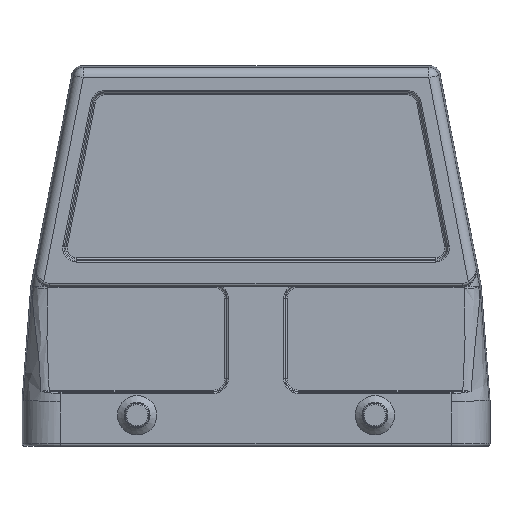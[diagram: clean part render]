
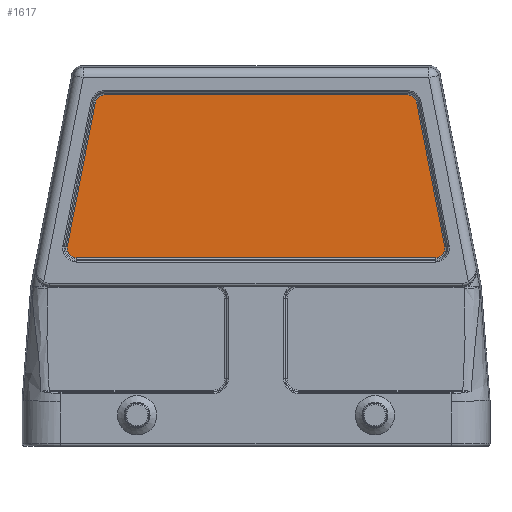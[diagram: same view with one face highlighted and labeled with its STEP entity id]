
A CAD part, front view. The second image highlights one B-rep face of the part: STEP entity #1617.
In plain terms, the highlighted planar face has unit normal (0, -1, 0).
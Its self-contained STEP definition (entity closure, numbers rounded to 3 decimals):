
#1120=FACE_OUTER_BOUND('',#2451,.T.);
#1617=ADVANCED_FACE('',(#1120),#2160,.F.);
#2160=PLANE('',#12063);
#2451=EDGE_LOOP('',(#3529,#3530,#3531,#3532,#3533,#3534,#3535,#3536));
#3056=CIRCLE('',#12059,1.835);
#3057=CIRCLE('',#12060,1.835);
#3058=CIRCLE('',#12061,1.835);
#3059=CIRCLE('',#12062,1.835);
#3529=ORIENTED_EDGE('',*,*,#6834,.T.);
#3530=ORIENTED_EDGE('',*,*,#6835,.T.);
#3531=ORIENTED_EDGE('',*,*,#6836,.T.);
#3532=ORIENTED_EDGE('',*,*,#6837,.T.);
#3533=ORIENTED_EDGE('',*,*,#6838,.T.);
#3534=ORIENTED_EDGE('',*,*,#6839,.T.);
#3535=ORIENTED_EDGE('',*,*,#6840,.T.);
#3536=ORIENTED_EDGE('',*,*,#6841,.T.);
#6053=VERTEX_POINT('',#17374);
#6054=VERTEX_POINT('',#17375);
#6055=VERTEX_POINT('',#17377);
#6056=VERTEX_POINT('',#17379);
#6057=VERTEX_POINT('',#17381);
#6058=VERTEX_POINT('',#17383);
#6059=VERTEX_POINT('',#17385);
#6060=VERTEX_POINT('',#17387);
#6834=EDGE_CURVE('',#6053,#6054,#9878,.T.);
#6835=EDGE_CURVE('',#6054,#6055,#3056,.T.);
#6836=EDGE_CURVE('',#6055,#6056,#9879,.T.);
#6837=EDGE_CURVE('',#6056,#6057,#3057,.T.);
#6838=EDGE_CURVE('',#6057,#6058,#9880,.T.);
#6839=EDGE_CURVE('',#6058,#6059,#3058,.T.);
#6840=EDGE_CURVE('',#6059,#6060,#9881,.T.);
#6841=EDGE_CURVE('',#6060,#6053,#3059,.T.);
#9878=LINE('',#17373,#10508);
#9879=LINE('',#17378,#10509);
#9880=LINE('',#17382,#10510);
#9881=LINE('',#17386,#10511);
#10508=VECTOR('',#13165,1.);
#10509=VECTOR('',#13168,1.);
#10510=VECTOR('',#13171,1.);
#10511=VECTOR('',#13174,1.);
#12059=AXIS2_PLACEMENT_3D('',#17376,#13166,#13167);
#12060=AXIS2_PLACEMENT_3D('',#17380,#13169,#13170);
#12061=AXIS2_PLACEMENT_3D('',#17384,#13172,#13173);
#12062=AXIS2_PLACEMENT_3D('',#17388,#13175,#13176);
#12063=AXIS2_PLACEMENT_3D('',#17389,#13177,#13178);
#13165=DIRECTION('',(-0.191,0.,0.982));
#13166=DIRECTION('',(0.,-1.,0.));
#13167=DIRECTION('',(0.,0.,1.));
#13168=DIRECTION('',(-1.,0.,0.));
#13169=DIRECTION('',(0.,-1.,0.));
#13170=DIRECTION('',(0.,0.,1.));
#13171=DIRECTION('',(-0.191,0.,-0.982));
#13172=DIRECTION('',(0.,-1.,0.));
#13173=DIRECTION('',(0.,0.,1.));
#13174=DIRECTION('',(1.,0.,0.));
#13175=DIRECTION('',(0.,-1.,0.));
#13176=DIRECTION('',(0.,0.,1.));
#13177=DIRECTION('',(0.,1.,0.));
#13178=DIRECTION('',(0.,0.,-1.));
#17373=CARTESIAN_POINT('',(32.095,-21.25,59.55));
#17374=CARTESIAN_POINT('',(37.703,-21.25,30.7));
#17375=CARTESIAN_POINT('',(32.095,-21.25,59.55));
#17376=CARTESIAN_POINT('',(30.294,-21.25,59.2));
#17377=CARTESIAN_POINT('',(30.294,-21.25,61.035));
#17378=CARTESIAN_POINT('',(-30.294,-21.25,61.035));
#17379=CARTESIAN_POINT('',(-30.294,-21.25,61.035));
#17380=CARTESIAN_POINT('',(-30.294,-21.25,59.2));
#17381=CARTESIAN_POINT('',(-32.095,-21.25,59.55));
#17382=CARTESIAN_POINT('',(-37.703,-21.25,30.7));
#17383=CARTESIAN_POINT('',(-37.703,-21.25,30.7));
#17384=CARTESIAN_POINT('',(-35.902,-21.25,30.35));
#17385=CARTESIAN_POINT('',(-35.902,-21.25,28.515));
#17386=CARTESIAN_POINT('',(35.902,-21.25,28.515));
#17387=CARTESIAN_POINT('',(35.902,-21.25,28.515));
#17388=CARTESIAN_POINT('',(35.902,-21.25,30.35));
#17389=CARTESIAN_POINT('',(30.294,-21.25,59.2));
